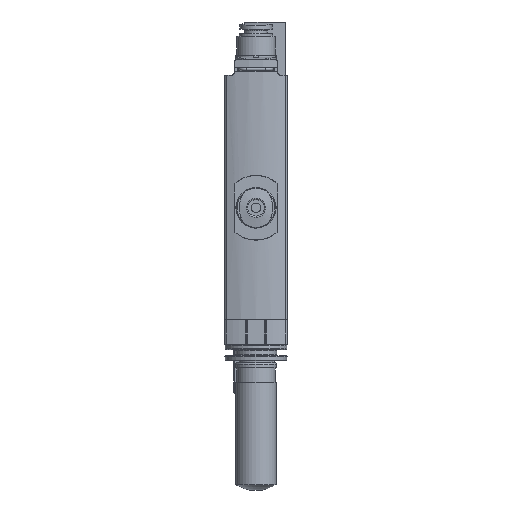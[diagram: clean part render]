
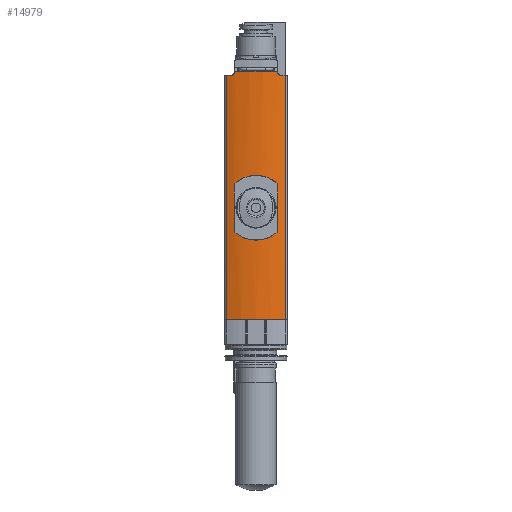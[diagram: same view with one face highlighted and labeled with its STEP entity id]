
A CAD part, front view. The second image highlights one B-rep face of the part: STEP entity #14979.
In plain terms, the highlighted cylindrical face has radius 21 mm (diameter 42 mm), a partial arc.
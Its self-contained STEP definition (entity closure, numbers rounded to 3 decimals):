
#185=B_SPLINE_CURVE_WITH_KNOTS('',3,(#20797,#20798,#20799,#20800,#20801,
#20802,#20803),.UNSPECIFIED.,.F.,.F.,(4,1,1,1,4),(0.,0.003,
0.006,0.008,0.011),
 .UNSPECIFIED.);
#186=B_SPLINE_CURVE_WITH_KNOTS('',3,(#20806,#20807,#20808,#20809),
 .UNSPECIFIED.,.F.,.F.,(4,4),(0.,0.),
 .UNSPECIFIED.);
#187=B_SPLINE_CURVE_WITH_KNOTS('',3,(#20813,#20814,#20815,#20816),
 .UNSPECIFIED.,.F.,.F.,(4,4),(0.,0.),.UNSPECIFIED.);
#188=B_SPLINE_CURVE_WITH_KNOTS('',3,(#20818,#20819,#20820,#20821,#20822,
#20823,#20824),.UNSPECIFIED.,.F.,.F.,(4,1,1,1,4),(0.,0.003,
0.006,0.008,0.011),
 .UNSPECIFIED.);
#189=B_SPLINE_CURVE_WITH_KNOTS('',3,(#20826,#20827,#20828,#20829),
 .UNSPECIFIED.,.F.,.F.,(4,4),(0.,0.),.UNSPECIFIED.);
#190=B_SPLINE_CURVE_WITH_KNOTS('',3,(#20833,#20834,#20835,#20836),
 .UNSPECIFIED.,.F.,.F.,(4,4),(0.,0.),.UNSPECIFIED.);
#191=B_SPLINE_CURVE_WITH_KNOTS('',3,(#20840,#20841,#20842,#20843,#20844),
 .UNSPECIFIED.,.F.,.F.,(4,1,4),(0.,0.001,
0.002),.UNSPECIFIED.);
#192=B_SPLINE_CURVE_WITH_KNOTS('',3,(#20856,#20857,#20858,#20859,#20860),
 .UNSPECIFIED.,.F.,.F.,(4,1,4),(0.,0.001,0.002),
 .UNSPECIFIED.);
#242=CYLINDRICAL_SURFACE('',#15748,21.);
#659=LINE('',#20811,#1593);
#660=LINE('',#20831,#1594);
#661=LINE('',#20848,#1595);
#662=LINE('',#20852,#1596);
#1593=VECTOR('',#17254,1000.);
#1594=VECTOR('',#17255,1000.);
#1595=VECTOR('',#17260,1000.);
#1596=VECTOR('',#17263,1000.);
#2582=ORIENTED_EDGE('',*,*,#5606,.T.);
#2583=ORIENTED_EDGE('',*,*,#5607,.T.);
#2584=ORIENTED_EDGE('',*,*,#5608,.T.);
#2585=ORIENTED_EDGE('',*,*,#5609,.T.);
#2586=ORIENTED_EDGE('',*,*,#5610,.T.);
#2587=ORIENTED_EDGE('',*,*,#5611,.T.);
#2588=ORIENTED_EDGE('',*,*,#5612,.T.);
#2589=ORIENTED_EDGE('',*,*,#5613,.T.);
#2590=ORIENTED_EDGE('',*,*,#5614,.F.);
#2591=ORIENTED_EDGE('',*,*,#5615,.F.);
#2592=ORIENTED_EDGE('',*,*,#5616,.F.);
#2593=ORIENTED_EDGE('',*,*,#5617,.T.);
#2594=ORIENTED_EDGE('',*,*,#5618,.T.);
#2595=ORIENTED_EDGE('',*,*,#5619,.F.);
#2596=ORIENTED_EDGE('',*,*,#5620,.F.);
#2597=ORIENTED_EDGE('',*,*,#5621,.F.);
#5606=EDGE_CURVE('',#7112,#7113,#185,.T.);
#5607=EDGE_CURVE('',#7113,#7114,#186,.T.);
#5608=EDGE_CURVE('',#7114,#7115,#659,.F.);
#5609=EDGE_CURVE('',#7115,#7116,#187,.T.);
#5610=EDGE_CURVE('',#7116,#7117,#188,.T.);
#5611=EDGE_CURVE('',#7117,#7118,#189,.T.);
#5612=EDGE_CURVE('',#7118,#7119,#660,.T.);
#5613=EDGE_CURVE('',#7119,#7112,#190,.T.);
#5614=EDGE_CURVE('',#7120,#7121,#8017,.T.);
#5615=EDGE_CURVE('',#7122,#7120,#191,.T.);
#5616=EDGE_CURVE('',#7123,#7122,#8018,.T.);
#5617=EDGE_CURVE('',#7123,#7124,#661,.T.);
#5618=EDGE_CURVE('',#7124,#7125,#8019,.T.);
#5619=EDGE_CURVE('',#7126,#7125,#662,.T.);
#5620=EDGE_CURVE('',#7127,#7126,#8020,.T.);
#5621=EDGE_CURVE('',#7121,#7127,#192,.T.);
#7112=VERTEX_POINT('',#20804);
#7113=VERTEX_POINT('',#20805);
#7114=VERTEX_POINT('',#20810);
#7115=VERTEX_POINT('',#20812);
#7116=VERTEX_POINT('',#20817);
#7117=VERTEX_POINT('',#20825);
#7118=VERTEX_POINT('',#20830);
#7119=VERTEX_POINT('',#20832);
#7120=VERTEX_POINT('',#20838);
#7121=VERTEX_POINT('',#20839);
#7122=VERTEX_POINT('',#20845);
#7123=VERTEX_POINT('',#20847);
#7124=VERTEX_POINT('',#20849);
#7125=VERTEX_POINT('',#20851);
#7126=VERTEX_POINT('',#20853);
#7127=VERTEX_POINT('',#20855);
#8017=CIRCLE('',#15749,21.);
#8018=CIRCLE('',#15750,21.);
#8019=CIRCLE('',#15751,21.);
#8020=CIRCLE('',#15752,21.);
#8543=EDGE_LOOP('',(#2582,#2583,#2584,#2585,#2586,#2587,#2588,#2589));
#8544=EDGE_LOOP('',(#2590,#2591,#2592,#2593,#2594,#2595,#2596,#2597));
#9507=FACE_BOUND('',#8543,.T.);
#9508=FACE_BOUND('',#8544,.T.);
#14979=ADVANCED_FACE('',(#9507,#9508),#242,.T.);
#15748=AXIS2_PLACEMENT_3D('',#20796,#17252,#17253);
#15749=AXIS2_PLACEMENT_3D('',#20837,#17256,#17257);
#15750=AXIS2_PLACEMENT_3D('',#20846,#17258,#17259);
#15751=AXIS2_PLACEMENT_3D('',#20850,#17261,#17262);
#15752=AXIS2_PLACEMENT_3D('',#20854,#17264,#17265);
#17252=DIRECTION('',(0.,0.,-1.));
#17253=DIRECTION('',(-1.,0.,0.));
#17254=DIRECTION('',(0.,0.,-1.));
#17255=DIRECTION('',(0.,0.,-1.));
#17256=DIRECTION('',(0.,0.,1.));
#17257=DIRECTION('',(1.,0.,0.));
#17258=DIRECTION('',(0.,0.,1.));
#17259=DIRECTION('',(1.,0.,0.));
#17260=DIRECTION('',(0.,0.,-1.));
#17261=DIRECTION('',(0.,0.,1.));
#17262=DIRECTION('',(1.,0.,0.));
#17263=DIRECTION('',(0.,0.,-1.));
#17264=DIRECTION('',(0.,0.,1.));
#17265=DIRECTION('',(1.,0.,0.));
#20796=CARTESIAN_POINT('',(0.,25.915,35.8));
#20797=CARTESIAN_POINT('',(5.075,5.538,-5.923));
#20798=CARTESIAN_POINT('',(4.377,5.364,-6.521));
#20799=CARTESIAN_POINT('',(2.786,5.044,-7.46));
#20800=CARTESIAN_POINT('',(0.004,4.851,-7.969));
#20801=CARTESIAN_POINT('',(-2.779,5.043,-7.464));
#20802=CARTESIAN_POINT('',(-4.377,5.364,-6.521));
#20803=CARTESIAN_POINT('',(-5.075,5.538,-5.923));
#20804=CARTESIAN_POINT('',(5.075,5.538,-5.923));
#20805=CARTESIAN_POINT('',(-5.075,5.538,-5.923));
#20806=CARTESIAN_POINT('',(-5.075,5.538,-5.923));
#20807=CARTESIAN_POINT('',(-5.184,5.565,-5.83));
#20808=CARTESIAN_POINT('',(-5.25,5.582,-5.689));
#20809=CARTESIAN_POINT('',(-5.25,5.582,-5.543));
#20810=CARTESIAN_POINT('',(-5.25,5.582,-5.543));
#20811=CARTESIAN_POINT('',(-5.25,5.582,35.8));
#20812=CARTESIAN_POINT('',(-5.25,5.582,5.543));
#20813=CARTESIAN_POINT('',(-5.25,5.582,5.543));
#20814=CARTESIAN_POINT('',(-5.25,5.582,5.689));
#20815=CARTESIAN_POINT('',(-5.184,5.565,5.83));
#20816=CARTESIAN_POINT('',(-5.075,5.538,5.923));
#20817=CARTESIAN_POINT('',(-5.075,5.538,5.923));
#20818=CARTESIAN_POINT('',(-5.075,5.538,5.923));
#20819=CARTESIAN_POINT('',(-4.377,5.364,6.521));
#20820=CARTESIAN_POINT('',(-2.786,5.044,7.46));
#20821=CARTESIAN_POINT('',(-0.004,4.851,7.969));
#20822=CARTESIAN_POINT('',(2.779,5.043,7.464));
#20823=CARTESIAN_POINT('',(4.377,5.364,6.521));
#20824=CARTESIAN_POINT('',(5.075,5.538,5.923));
#20825=CARTESIAN_POINT('',(5.075,5.538,5.923));
#20826=CARTESIAN_POINT('',(5.075,5.538,5.923));
#20827=CARTESIAN_POINT('',(5.184,5.565,5.83));
#20828=CARTESIAN_POINT('',(5.25,5.582,5.689));
#20829=CARTESIAN_POINT('',(5.25,5.582,5.543));
#20830=CARTESIAN_POINT('',(5.25,5.582,5.543));
#20831=CARTESIAN_POINT('',(5.25,5.582,35.8));
#20832=CARTESIAN_POINT('',(5.25,5.582,-5.543));
#20833=CARTESIAN_POINT('',(5.25,5.582,-5.543));
#20834=CARTESIAN_POINT('',(5.25,5.582,-5.689));
#20835=CARTESIAN_POINT('',(5.184,5.565,-5.83));
#20836=CARTESIAN_POINT('',(5.075,5.538,-5.923));
#20837=CARTESIAN_POINT('',(0.,25.915,33.));
#20838=CARTESIAN_POINT('',(-5.1,5.544,33.));
#20839=CARTESIAN_POINT('',(5.1,5.544,33.));
#20840=CARTESIAN_POINT('',(-6.1,5.82,32.));
#20841=CARTESIAN_POINT('',(-5.842,5.742,32.));
#20842=CARTESIAN_POINT('',(-5.33,5.6,32.205));
#20843=CARTESIAN_POINT('',(-5.1,5.544,32.731));
#20844=CARTESIAN_POINT('',(-5.1,5.544,33.));
#20845=CARTESIAN_POINT('',(-6.1,5.82,32.));
#20846=CARTESIAN_POINT('',(0.,25.915,32.));
#20847=CARTESIAN_POINT('',(-7.171,6.177,32.));
#20848=CARTESIAN_POINT('',(-7.171,6.177,35.8));
#20849=CARTESIAN_POINT('',(-7.171,6.177,-27.));
#20850=CARTESIAN_POINT('',(0.,25.915,-27.));
#20851=CARTESIAN_POINT('',(7.171,6.177,-27.));
#20852=CARTESIAN_POINT('',(7.171,6.177,35.8));
#20853=CARTESIAN_POINT('',(7.171,6.177,32.));
#20854=CARTESIAN_POINT('',(0.,25.915,32.));
#20855=CARTESIAN_POINT('',(6.1,5.82,32.));
#20856=CARTESIAN_POINT('',(5.1,5.544,33.));
#20857=CARTESIAN_POINT('',(5.1,5.544,32.731));
#20858=CARTESIAN_POINT('',(5.329,5.599,32.206));
#20859=CARTESIAN_POINT('',(5.843,5.742,32.));
#20860=CARTESIAN_POINT('',(6.1,5.82,32.));
